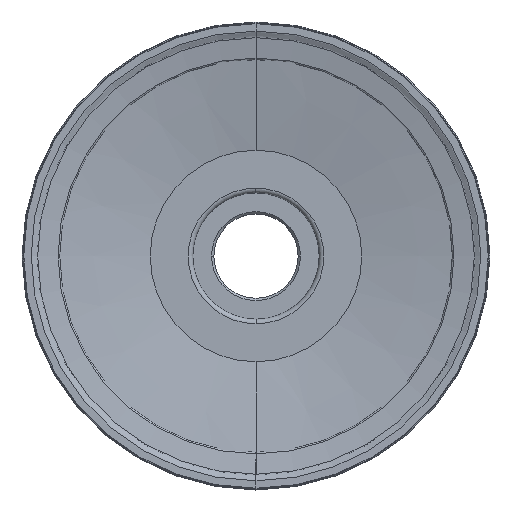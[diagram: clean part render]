
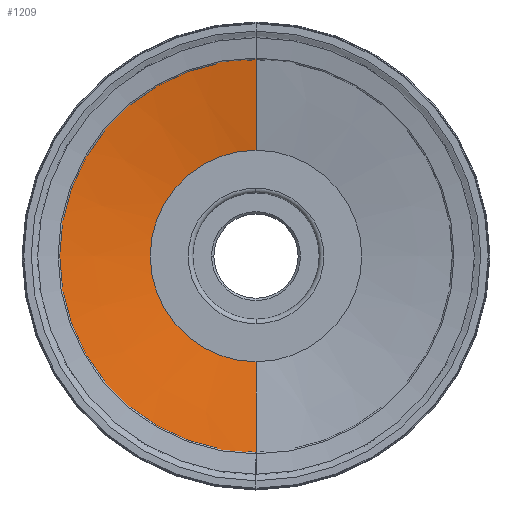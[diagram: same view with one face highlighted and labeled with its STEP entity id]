
A CAD part, top view. The second image highlights one B-rep face of the part: STEP entity #1209.
In plain terms, the highlighted conical face has half-angle 80 degrees and reference radius 34.784 mm.
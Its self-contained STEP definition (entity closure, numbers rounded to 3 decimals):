
#313=DIRECTION('',(0.,-0.985,-0.174));
#314=VECTOR('',#313,24.745);
#315=CARTESIAN_POINT('',(0.,46.969,49.267));
#316=LINE('',#315,#314);
#317=DIRECTION('',(0.,0.985,-0.174));
#318=VECTOR('',#317,24.745);
#319=CARTESIAN_POINT('',(0.,-46.969,49.267));
#320=LINE('',#319,#318);
#321=CARTESIAN_POINT('',(0.,0.,49.267));
#322=DIRECTION('',(0.,0.,1.));
#323=DIRECTION('',(0.,1.,0.));
#324=AXIS2_PLACEMENT_3D('',#321,#322,#323);
#331=CARTESIAN_POINT('',(0.,0.,44.97));
#332=DIRECTION('',(0.,0.,1.));
#333=DIRECTION('',(0.,1.,0.));
#334=AXIS2_PLACEMENT_3D('',#331,#332,#333);
#760=CARTESIAN_POINT('',(0.,46.969,49.267));
#761=CARTESIAN_POINT('',(0.,22.6,44.97));
#762=VERTEX_POINT('',#760);
#763=VERTEX_POINT('',#761);
#764=CARTESIAN_POINT('',(0.,-46.969,49.267));
#765=CARTESIAN_POINT('',(0.,-22.6,44.97));
#766=VERTEX_POINT('',#764);
#767=VERTEX_POINT('',#765);
#1195=CARTESIAN_POINT('',(0.,0.,47.119));
#1196=DIRECTION('',(0.,0.,1.));
#1197=DIRECTION('',(0.,1.,0.));
#1198=AXIS2_PLACEMENT_3D('',#1195,#1196,#1197);
#1199=CONICAL_SURFACE('',#1198,34.784,80.);
#1201=ORIENTED_EDGE('',*,*,#1200,.T.);
#1203=ORIENTED_EDGE('',*,*,#1202,.T.);
#1205=ORIENTED_EDGE('',*,*,#1204,.F.);
#1206=ORIENTED_EDGE('',*,*,#1188,.F.);
#1207=EDGE_LOOP('',(#1201,#1203,#1205,#1206));
#1208=FACE_OUTER_BOUND('',#1207,.F.);
#1209=ADVANCED_FACE('',(#1208),#1199,.F.);
#325=CIRCLE('',#324,46.969);
#335=CIRCLE('',#334,22.6);
#1188=EDGE_CURVE('',#762,#766,#325,.T.);
#1200=EDGE_CURVE('',#762,#763,#316,.T.);
#1202=EDGE_CURVE('',#763,#767,#335,.T.);
#1204=EDGE_CURVE('',#766,#767,#320,.T.);
